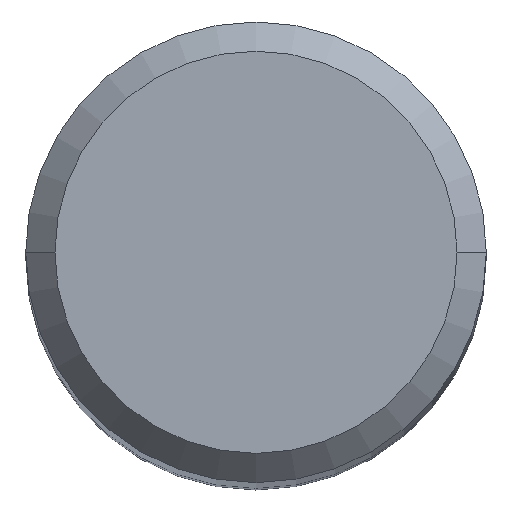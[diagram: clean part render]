
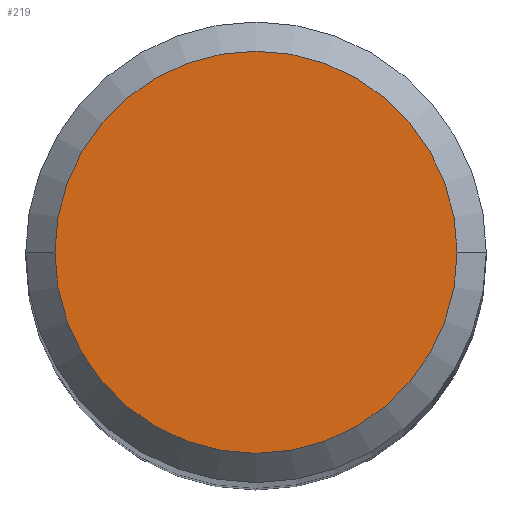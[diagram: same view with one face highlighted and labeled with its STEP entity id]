
A CAD part, top view. The second image highlights one B-rep face of the part: STEP entity #219.
In plain terms, the highlighted planar face has unit normal (0, 0, 1).
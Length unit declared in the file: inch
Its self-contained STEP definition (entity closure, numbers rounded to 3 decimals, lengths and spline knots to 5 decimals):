
#3 = DIRECTION ( 'NONE',  ( 1., 0., 0. ) ) ;
#5 = PLANE ( 'NONE',  #339 ) ;
#22 = VERTEX_POINT ( 'NONE', #329 ) ;
#50 = CARTESIAN_POINT ( 'NONE',  ( -0.10311, 0., 2.24409 ) ) ;
#53 = CARTESIAN_POINT ( 'NONE',  ( 0., 0., 2.24409 ) ) ;
#76 = DIRECTION ( 'NONE',  ( 0., 0., 1. ) ) ;
#89 = CIRCLE ( 'NONE', #167, 0.10311 ) ;
#98 = DIRECTION ( 'NONE',  ( 1., 0., 0. ) ) ;
#128 = EDGE_LOOP ( 'NONE', ( #212, #267 ) ) ;
#149 = DIRECTION ( 'NONE',  ( 0., 0., 1. ) ) ;
#152 = DIRECTION ( 'NONE',  ( 1., 0., 0. ) ) ;
#167 = AXIS2_PLACEMENT_3D ( 'NONE', #264, #76, #98 ) ;
#194 = EDGE_CURVE ( 'NONE', #343, #22, #318, .T. ) ;
#204 = DIRECTION ( 'NONE',  ( 0., 0., 1. ) ) ;
#212 = ORIENTED_EDGE ( 'NONE', *, *, #194, .T. ) ;
#219 = ADVANCED_FACE ( 'NONE', ( #227 ), #5, .T. ) ;
#227 = FACE_OUTER_BOUND ( 'NONE', #128, .T. ) ;
#264 = CARTESIAN_POINT ( 'NONE',  ( 0., 0., 2.24409 ) ) ;
#267 = ORIENTED_EDGE ( 'NONE', *, *, #299, .T. ) ;
#281 = AXIS2_PLACEMENT_3D ( 'NONE', #53, #149, #3 ) ;
#299 = EDGE_CURVE ( 'NONE', #22, #343, #89, .T. ) ;
#318 = CIRCLE ( 'NONE', #281, 0.10311 ) ;
#329 = CARTESIAN_POINT ( 'NONE',  ( 0.10311, 0., 2.24409 ) ) ;
#337 = CARTESIAN_POINT ( 'NONE',  ( 0., 0., 2.24409 ) ) ;
#339 = AXIS2_PLACEMENT_3D ( 'NONE', #337, #204, #152 ) ;
#343 = VERTEX_POINT ( 'NONE', #50 ) ;
